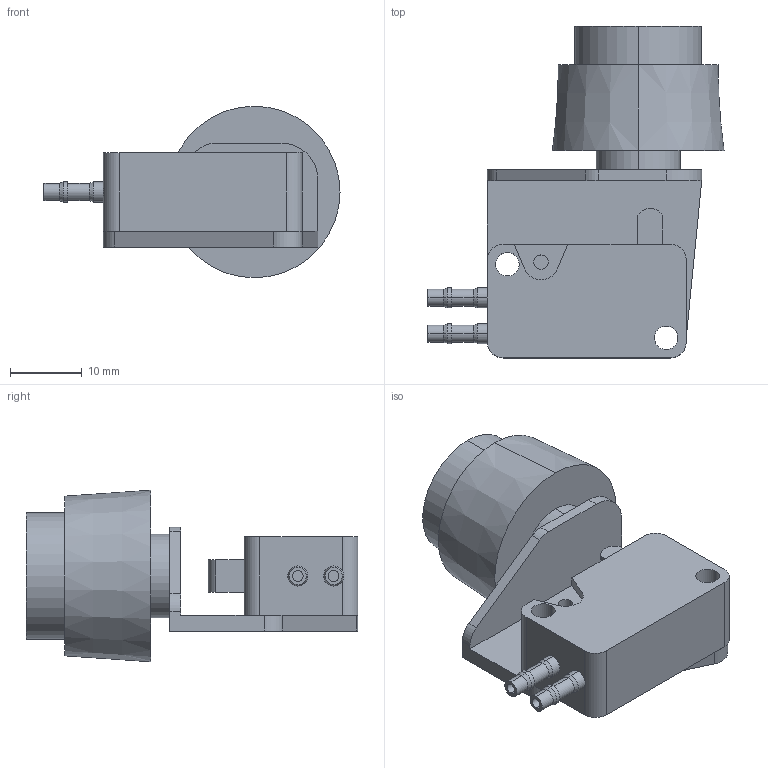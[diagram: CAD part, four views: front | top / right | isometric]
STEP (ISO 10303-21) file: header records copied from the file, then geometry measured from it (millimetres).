
FILE_DESCRIPTION (( 'STEP AP214' ), '1' );
FILE_NAME ('VM1000-4N-32R.step.step', '2013-03-23T00:28:46', ( 'Windows User' ), ( '' ), 'SwSTEP 2.0', 'SolidWorks 2013', '' );
FILE_SCHEMA (( 'AUTOMOTIVE_DESIGN' ));
Length unit declared in the file: millimetre
Products named in the file (4): VM1000-4N-32R.step_VM1000 Body_STD; VM1000-4N-32R.step_VM1000 PB_Red; VM1000-4N-32R.step_Barb Fitting_4N-Side; VM1000-4N-32R.step
Assembly tree (4 placements, depth 2):
  VM1000-4N-32R.step
    VM1000-4N-32R.step_VM1000 Body_STD
    VM1000-4N-32R.step_Barb Fitting_4N-Side  x2
    VM1000-4N-32R.step_VM1000 PB_Red
Bounding box: 41.4 x 46.4 x 24 mm (x, y, z)
Volume: 13095.2 mm3; surface area: 6324 mm2
Topology: 4 solids, 4 shells, 91 faces, 214 edges, 137 vertices
Faces by surface type: cylinder 46, plane 35, cone 10
Entity records: 2902 total; most frequent: DIRECTION 418, CARTESIAN_POINT 378, ORIENTED_EDGE 360, EDGE_CURVE 180, AXIS2_PLACEMENT_3D 157, VERTEX_POINT 117, VECTOR 104, LINE 104
